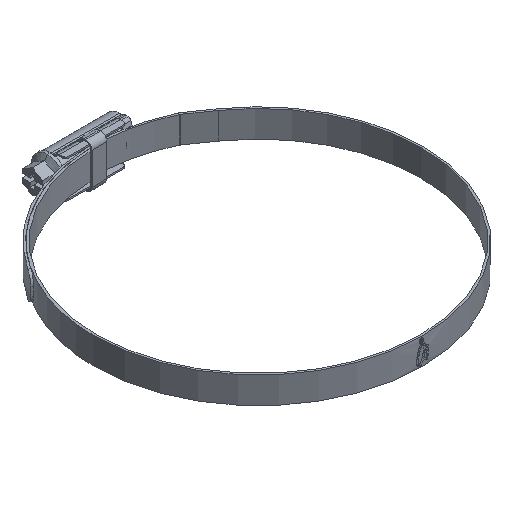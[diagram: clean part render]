
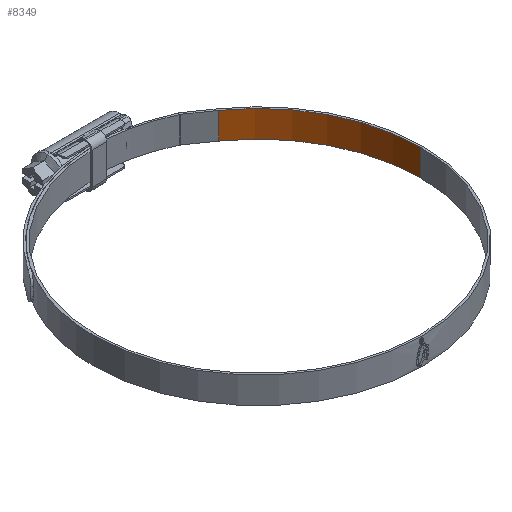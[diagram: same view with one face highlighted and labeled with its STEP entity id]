
A CAD part, isometric view. The second image highlights one B-rep face of the part: STEP entity #8349.
In plain terms, the highlighted cylindrical face has radius 55 mm (diameter 110 mm), a partial arc.
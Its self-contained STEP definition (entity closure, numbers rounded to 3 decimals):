
#55 = ORIENTED_EDGE ( 'NONE', *, *, #4224, .F. ) ;
#155 = FACE_OUTER_BOUND ( 'NONE', #9385, .T. ) ;
#300 = DIRECTION ( 'NONE',  ( 0., 0., 1. ) ) ;
#472 = ORIENTED_EDGE ( 'NONE', *, *, #3519, .T. ) ;
#677 = LINE ( 'NONE', #2860, #8900 ) ;
#1593 = LINE ( 'NONE', #7989, #7994 ) ;
#2048 = CARTESIAN_POINT ( 'NONE',  ( 55., 0., -4.5 ) ) ;
#2111 = CIRCLE ( 'NONE', #7854, 55. ) ;
#2435 = DIRECTION ( 'NONE',  ( 1., 0., 0. ) ) ;
#2617 = DIRECTION ( 'NONE',  ( 0., 0., 1. ) ) ;
#2663 = CARTESIAN_POINT ( 'NONE',  ( 0., 0., 4.5 ) ) ;
#2666 = DIRECTION ( 'NONE',  ( 1., 0., 0. ) ) ;
#2860 = CARTESIAN_POINT ( 'NONE',  ( 31.547, 45.053, 4.5 ) ) ;
#2863 = EDGE_CURVE ( 'NONE', #8622, #8121, #1593, .T. ) ;
#3052 = CARTESIAN_POINT ( 'NONE',  ( 31.547, 45.053, -4.5 ) ) ;
#3164 = AXIS2_PLACEMENT_3D ( 'NONE', #6799, #300, #2435 ) ;
#3270 = EDGE_CURVE ( 'NONE', #8622, #8722, #9052, .T. ) ;
#3298 = ORIENTED_EDGE ( 'NONE', *, *, #3270, .T. ) ;
#3519 = EDGE_CURVE ( 'NONE', #8722, #7206, #677, .T. ) ;
#4182 = DIRECTION ( 'NONE',  ( -1., 0., 0. ) ) ;
#4224 = EDGE_CURVE ( 'NONE', #8121, #7206, #2111, .T. ) ;
#4905 = ORIENTED_EDGE ( 'NONE', *, *, #2863, .F. ) ;
#5795 = CARTESIAN_POINT ( 'NONE',  ( 55., 0., 4.5 ) ) ;
#5818 = DIRECTION ( 'NONE',  ( 0., 0., -1. ) ) ;
#5927 = CARTESIAN_POINT ( 'NONE',  ( 31.547, 45.053, 4.5 ) ) ;
#6152 = AXIS2_PLACEMENT_3D ( 'NONE', #2663, #6927, #4182 ) ;
#6799 = CARTESIAN_POINT ( 'NONE',  ( 0., 0., 4.5 ) ) ;
#6927 = DIRECTION ( 'NONE',  ( 0., 0., -1. ) ) ;
#7206 = VERTEX_POINT ( 'NONE', #3052 ) ;
#7682 = CARTESIAN_POINT ( 'NONE',  ( 0., 0., -4.5 ) ) ;
#7854 = AXIS2_PLACEMENT_3D ( 'NONE', #7682, #2617, #2666 ) ;
#7989 = CARTESIAN_POINT ( 'NONE',  ( 55., 0., 4.5 ) ) ;
#7994 = VECTOR ( 'NONE', #5818, 1000. ) ;
#8121 = VERTEX_POINT ( 'NONE', #2048 ) ;
#8337 = CYLINDRICAL_SURFACE ( 'NONE', #6152, 55. ) ;
#8349 = ADVANCED_FACE ( 'NONE', ( #155 ), #8337, .F. ) ;
#8622 = VERTEX_POINT ( 'NONE', #5795 ) ;
#8722 = VERTEX_POINT ( 'NONE', #5927 ) ;
#8900 = VECTOR ( 'NONE', #9255, 1000. ) ;
#9052 = CIRCLE ( 'NONE', #3164, 55. ) ;
#9255 = DIRECTION ( 'NONE',  ( 0., 0., -1. ) ) ;
#9385 = EDGE_LOOP ( 'NONE', ( #4905, #3298, #472, #55 ) ) ;
